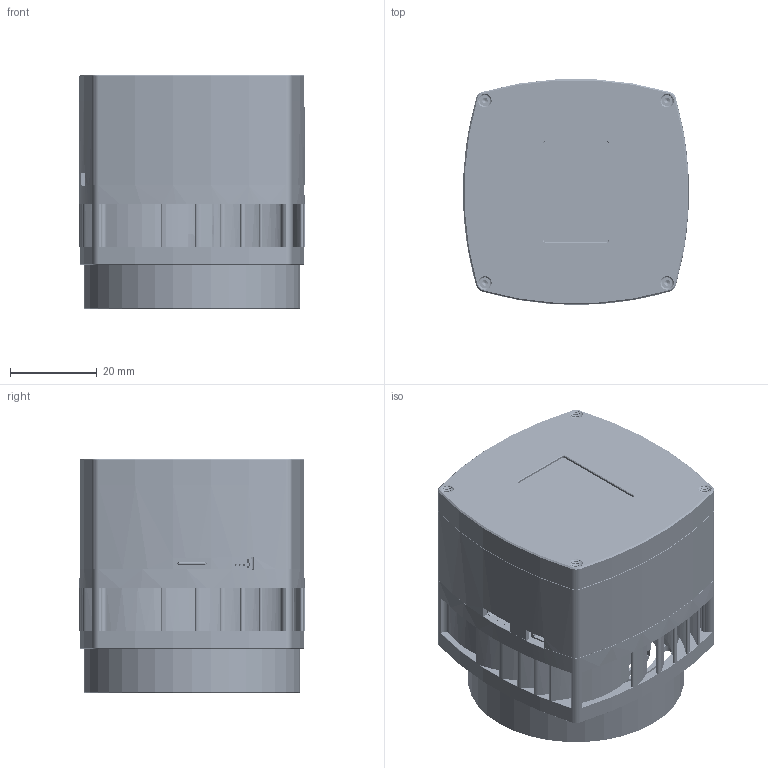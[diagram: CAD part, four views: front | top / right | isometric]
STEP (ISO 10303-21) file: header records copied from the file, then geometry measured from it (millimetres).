
FILE_DESCRIPTION(/* description */ (''),/* implementation_level */ '2;1');
FILE_NAME(/* name */ 'STP-MJ-(MJ150XRH-GP-FA)-ASSM-A.stp',/* time_stamp */ '2020-02-14T12:42:50+01:00',/* author */ (''),/* organization */ (''),/* preprocessor_version */ 'ST-DEVELOPER v16.7',/* originating_system */ 'SIEMENS PLM Software NX 1880',/* authorisation */ '');
FILE_SCHEMA (('AUTOMOTIVE_DESIGN { 1 0 10303 214 3 1 1 1 }'));
Products named in the file (17): SG; SCREW-M1.6X20-TX; MECH-CM5130-FF; MECH-CM5130-FT; SG1; SM03B-SRSS-TB_step; 1054500101_stp; SCREW-M1.6X6-TX; FO-24x16x8; FB; beryllium-plate; FH-303; GSENSE5130-SINGLE; HD-COP; ASSM-SG; MECH-FAN-ASSM; ASSM-MJ150XRH-GP-FA
Assembly tree (23 placements, depth 3):
  ASSM-MJ150XRH-GP-FA
    MECH-FAN-ASSM
      MECH-CM5130-FT
      MECH-CM5130-FF
      SCREW-M1.6X20-TX  x4
    HD-COP
    GSENSE5130-SINGLE
    FH-303
    beryllium-plate
    FB
    FO-24x16x8
    SCREW-M1.6X6-TX  x4
    1054500101_stp
    SM03B-SRSS-TB_step
    ASSM-SG
      SG
      SG1
    SG1
Bounding box: 52.09 x 51.98 x 54 mm (x, y, z)
Volume: 56888.4 mm3; surface area: 59758.2 mm2
Topology: 21 solids, 21 shells, 2541 faces, 6134 edges, 3951 vertices
Faces by surface type: plane 1092, cylinder 937, bspline 281, cone 222, torus 5, sphere 4
Full cylindrical faces by diameter (mm): 0.3 x249, 1 x4, 1.3 x4, 1.5 x1, 1.6 x20, 2 x4, 2.5 x1, 2.95 x8, 3.2 x4, 4.5 x1, 18 x1, 47.8 x1, 49.85 x1
Entity records: 116625 total; most frequent: CARTESIAN_POINT 58273, DIRECTION 10955, ORIENTED_EDGE 10758, EDGE_CURVE 5379, AXIS2_PLACEMENT_3D 4195, VERTEX_POINT 3668, EDGE_LOOP 3101, LINE 2565
